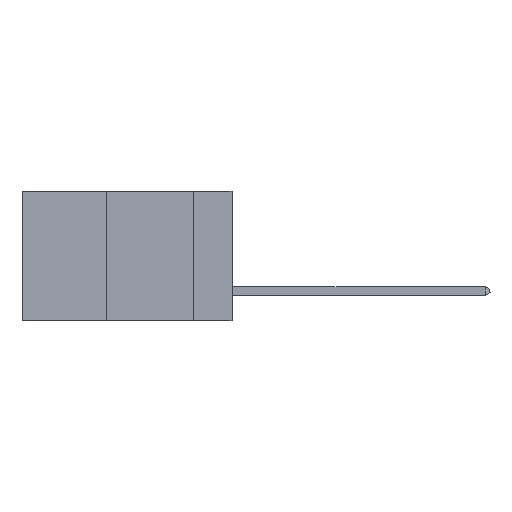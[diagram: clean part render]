
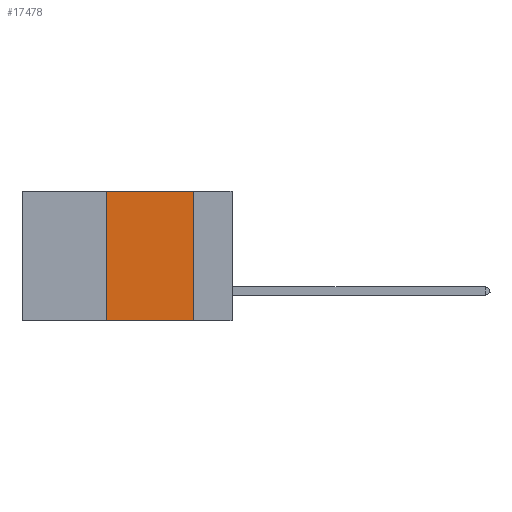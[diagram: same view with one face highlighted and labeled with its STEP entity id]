
A CAD part, left-side view. The second image highlights one B-rep face of the part: STEP entity #17478.
In plain terms, the highlighted planar face has unit normal (-1, 0, 0).
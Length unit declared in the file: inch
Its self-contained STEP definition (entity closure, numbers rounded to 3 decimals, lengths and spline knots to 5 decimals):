
#1035 = VECTOR ( 'NONE', #8906, 39.37008 ) ;
#1180 = FACE_OUTER_BOUND ( 'NONE', #3471, .T. ) ;
#1732 = VECTOR ( 'NONE', #9721, 39.37008 ) ;
#1765 = CARTESIAN_POINT ( 'NONE',  ( 0., 0.6, 0. ) ) ;
#2040 = VERTEX_POINT ( 'NONE', #17537 ) ;
#2763 = CARTESIAN_POINT ( 'NONE',  ( 0., 0.6, 0. ) ) ;
#3471 = EDGE_LOOP ( 'NONE', ( #5515, #17787, #13342, #4180 ) ) ;
#4180 = ORIENTED_EDGE ( 'NONE', *, *, #12389, .T. ) ;
#4335 = CARTESIAN_POINT ( 'NONE',  ( 0., 0.11, 0. ) ) ;
#4611 = AXIS2_PLACEMENT_3D ( 'NONE', #2763, #8901, #15068 ) ;
#4656 = CARTESIAN_POINT ( 'NONE',  ( 0., 0.11, -0.37 ) ) ;
#5515 = ORIENTED_EDGE ( 'NONE', *, *, #17596, .F. ) ;
#5716 = VERTEX_POINT ( 'NONE', #4656 ) ;
#7321 = PLANE ( 'NONE',  #4611 ) ;
#7507 = EDGE_CURVE ( 'NONE', #2040, #14985, #17367, .T. ) ;
#7779 = VECTOR ( 'NONE', #13572, 39.37008 ) ;
#7804 = CARTESIAN_POINT ( 'NONE',  ( 0., 0.36, -0.37 ) ) ;
#8131 = VECTOR ( 'NONE', #18486, 39.37008 ) ;
#8171 = LINE ( 'NONE', #8267, #8131 ) ;
#8267 = CARTESIAN_POINT ( 'NONE',  ( 0., 0.36, 0. ) ) ;
#8713 = LINE ( 'NONE', #4335, #7779 ) ;
#8901 = DIRECTION ( 'NONE',  ( 1., 0., 0. ) ) ;
#8906 = DIRECTION ( 'NONE',  ( 0., -1., 0. ) ) ;
#9110 = CARTESIAN_POINT ( 'NONE',  ( 0., 0.6, -0.37 ) ) ;
#9721 = DIRECTION ( 'NONE',  ( 0., -1., 0. ) ) ;
#9911 = CARTESIAN_POINT ( 'NONE',  ( 0., 0.11, 0. ) ) ;
#10425 = EDGE_CURVE ( 'NONE', #16461, #2040, #8171, .T. ) ;
#10494 = LINE ( 'NONE', #9110, #1035 ) ;
#12389 = EDGE_CURVE ( 'NONE', #16461, #5716, #10494, .T. ) ;
#13342 = ORIENTED_EDGE ( 'NONE', *, *, #10425, .F. ) ;
#13572 = DIRECTION ( 'NONE',  ( 0., 0., -1. ) ) ;
#14985 = VERTEX_POINT ( 'NONE', #9911 ) ;
#15068 = DIRECTION ( 'NONE',  ( 0., 0., -1. ) ) ;
#16461 = VERTEX_POINT ( 'NONE', #7804 ) ;
#17367 = LINE ( 'NONE', #1765, #1732 ) ;
#17478 = ADVANCED_FACE ( 'NONE', ( #1180 ), #7321, .F. ) ;
#17537 = CARTESIAN_POINT ( 'NONE',  ( 0., 0.36, 0. ) ) ;
#17596 = EDGE_CURVE ( 'NONE', #14985, #5716, #8713, .T. ) ;
#17787 = ORIENTED_EDGE ( 'NONE', *, *, #7507, .F. ) ;
#18486 = DIRECTION ( 'NONE',  ( 0., 0., 1. ) ) ;
